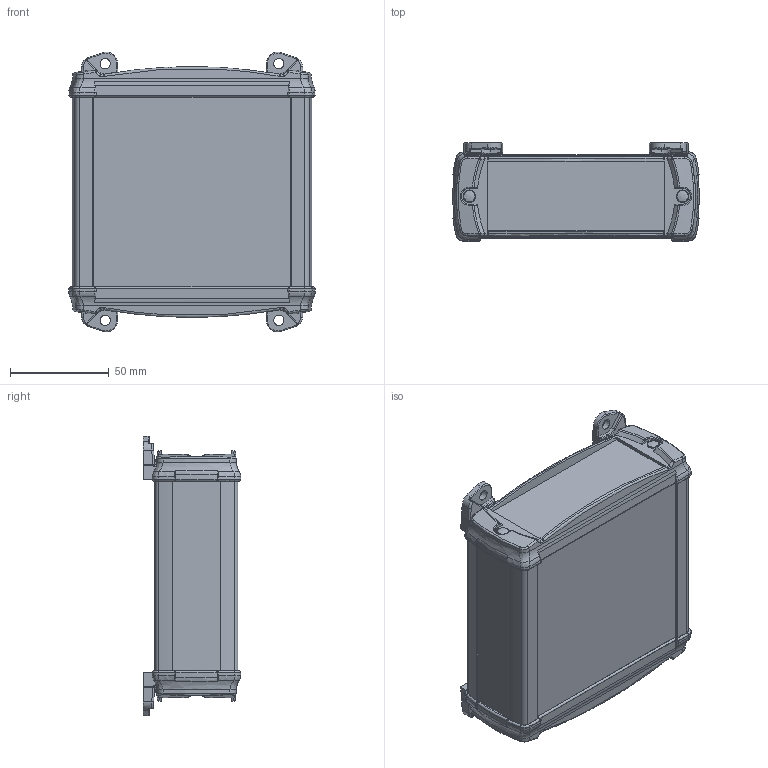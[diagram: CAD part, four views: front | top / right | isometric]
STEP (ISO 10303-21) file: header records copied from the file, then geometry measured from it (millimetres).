
FILE_DESCRIPTION((''),'2;1');
FILE_NAME('83124100.S2_ELP 1240-0100 DW.stp','2010-02-09T14:31:50',('nowak'),(''),'Autodesk Inventor 2010','Autodesk Inventor 2010','');
FILE_SCHEMA(('AUTOMOTIVE_DESIGN { 1 0 10303 214 1 1 1 1 }'));
Length unit declared in the file: millimetre
Products named in the file (5): ELP 1240-0100 DW; ELP 1240_1009042_3Dsym; ELDW 1240_1009062_3D; 1003804_3Dsym; SHR Z KA30X10 WN 1412 MG_3DSYM
Assembly tree (11 placements, depth 2):
  ELP 1240-0100 DW
    ELP 1240_1009042_3Dsym
    ELDW 1240_1009062_3D  x2
    1003804_3Dsym  x4
    SHR Z KA30X10 WN 1412 MG_3DSYM  x4
Bounding box: 124.75 x 49.5 x 141.68 mm (x, y, z)
Volume: 124793.1 mm3; surface area: 120141.5 mm2
Topology: 11 solids, 11 shells, 1800 faces, 4688 edges, 2828 vertices
Faces by surface type: bspline 600, plane 507, cylinder 351, cone 168, torus 158, sphere 16
Full cylindrical faces by diameter (mm): 2 x24, 5.3 x4, 5.6 x4, 6.4 x4
Entity records: 44734 total; most frequent: CARTESIAN_POINT 23316, ORIENTED_EDGE 4676, DIRECTION 4127, EDGE_CURVE 2338, AXIS2_PLACEMENT_3D 1588, VERTEX_POINT 1470, EDGE_LOOP 984, VECTOR 951
